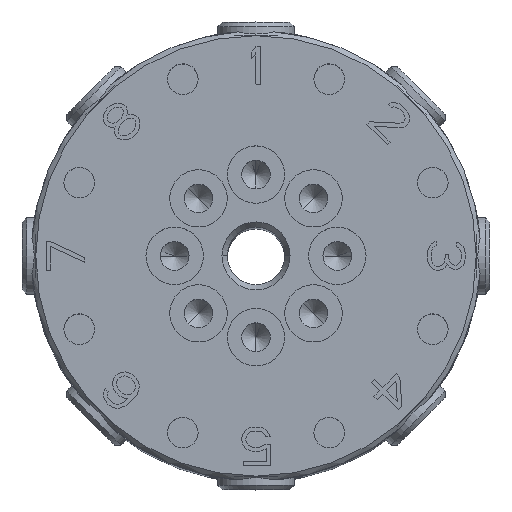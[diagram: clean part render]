
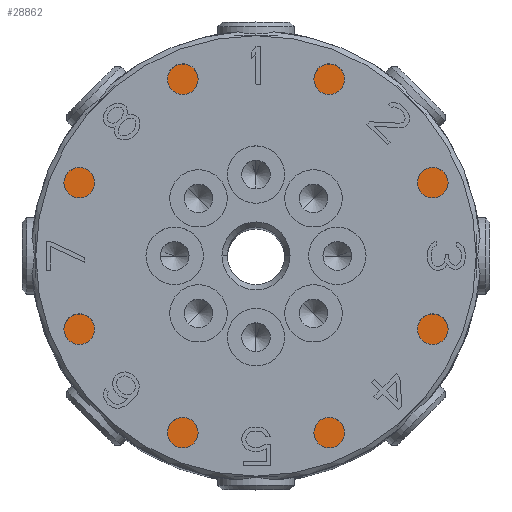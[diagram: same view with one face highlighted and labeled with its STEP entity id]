
A CAD part, top view. The second image highlights one B-rep face of the part: STEP entity #28862.
In plain terms, the highlighted planar face has unit normal (0, 0, 1).
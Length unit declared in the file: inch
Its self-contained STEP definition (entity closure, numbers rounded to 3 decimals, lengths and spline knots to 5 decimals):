
#8970=CARTESIAN_POINT('',(0.,0.,-0.875));
#8971=DIRECTION('',(0.,0.,-1.));
#8972=DIRECTION('',(1.,0.,0.));
#8973=AXIS2_PLACEMENT_3D('',#8970,#8971,#8972);
#8975=CARTESIAN_POINT('',(0.,0.,-0.875));
#8976=DIRECTION('',(0.,0.,-1.));
#8977=DIRECTION('',(-1.,0.,0.));
#8978=AXIS2_PLACEMENT_3D('',#8975,#8976,#8977);
#8980=CARTESIAN_POINT('',(0.,0.,-0.875));
#8981=DIRECTION('',(0.,0.,1.));
#8982=DIRECTION('',(1.,0.,0.));
#8983=AXIS2_PLACEMENT_3D('',#8980,#8981,#8982);
#8985=CARTESIAN_POINT('',(0.,0.,-0.875));
#8986=DIRECTION('',(0.,0.,1.));
#8987=DIRECTION('',(-1.,0.,0.));
#8988=AXIS2_PLACEMENT_3D('',#8985,#8986,#8987);
#15150=CARTESIAN_POINT('',(-1.4065,0.,-0.875));
#15151=VERTEX_POINT('',#15150);
#15152=CARTESIAN_POINT('',(1.4065,0.,-0.875));
#15153=VERTEX_POINT('',#15152);
#15154=CARTESIAN_POINT('',(1.,0.,-0.875));
#15155=CARTESIAN_POINT('',(-1.,0.,-0.875));
#15156=VERTEX_POINT('',#15154);
#15157=VERTEX_POINT('',#15155);
#28847=CARTESIAN_POINT('',(0.,1.4065,-0.875));
#28848=DIRECTION('',(0.,0.,1.));
#28849=DIRECTION('',(1.,0.,0.));
#28850=AXIS2_PLACEMENT_3D('',#28847,#28848,#28849);
#28851=PLANE('',#28850);
#28852=ORIENTED_EDGE('',*,*,#28827,.T.);
#28853=ORIENTED_EDGE('',*,*,#28841,.T.);
#28854=EDGE_LOOP('',(#28852,#28853));
#28855=FACE_OUTER_BOUND('',#28854,.F.);
#28857=ORIENTED_EDGE('',*,*,#28856,.T.);
#28859=ORIENTED_EDGE('',*,*,#28858,.T.);
#28860=EDGE_LOOP('',(#28857,#28859));
#28861=FACE_BOUND('',#28860,.F.);
#8974=CIRCLE('',#8973,1.4065);
#8979=CIRCLE('',#8978,1.4065);
#8984=CIRCLE('',#8983,1.);
#8989=CIRCLE('',#8988,1.);
#28827=EDGE_CURVE('',#15153,#15151,#8974,.T.);
#28841=EDGE_CURVE('',#15151,#15153,#8979,.T.);
#28856=EDGE_CURVE('',#15156,#15157,#8984,.T.);
#28858=EDGE_CURVE('',#15157,#15156,#8989,.T.);
#28862=ADVANCED_FACE('',(#28855,#28861),#28851,.T.);
